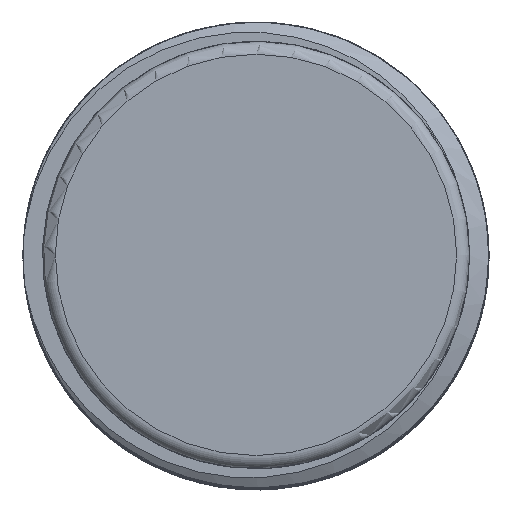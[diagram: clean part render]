
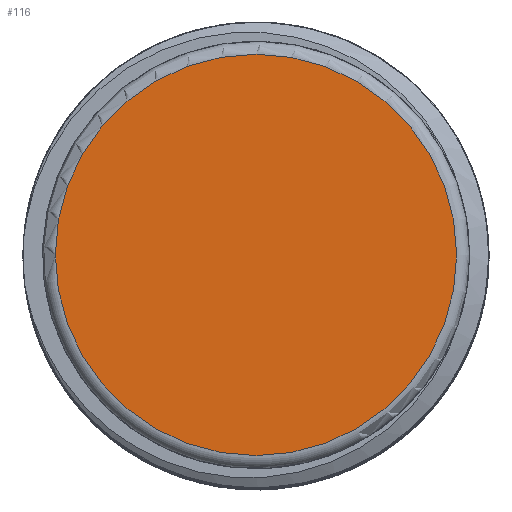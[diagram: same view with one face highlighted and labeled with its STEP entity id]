
A CAD part, top view. The second image highlights one B-rep face of the part: STEP entity #116.
In plain terms, the highlighted planar face has unit normal (0, 0, 1).
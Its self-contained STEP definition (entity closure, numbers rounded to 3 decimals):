
#59=PLANE('',#327);
#97=CIRCLE('',#326,7.75);
#116=ADVANCED_FACE('',(#141),#59,.T.);
#141=FACE_OUTER_BOUND('',#159,.T.);
#159=EDGE_LOOP('',(#218));
#218=ORIENTED_EDGE('',*,*,#288,.T.);
#258=VERTEX_POINT('',#10491);
#288=EDGE_CURVE('',#258,#258,#97,.T.);
#326=AXIS2_PLACEMENT_3D('',#10490,#382,#383);
#327=AXIS2_PLACEMENT_3D('',#10492,#384,#385);
#382=DIRECTION('',(0.,0.,1.));
#383=DIRECTION('',(1.,0.,0.));
#384=DIRECTION('',(0.,0.,1.));
#385=DIRECTION('',(1.,0.,0.));
#10490=CARTESIAN_POINT('',(17.685,36.399,1.5));
#10491=CARTESIAN_POINT('',(25.435,36.399,1.5));
#10492=CARTESIAN_POINT('',(17.685,36.399,1.5));
